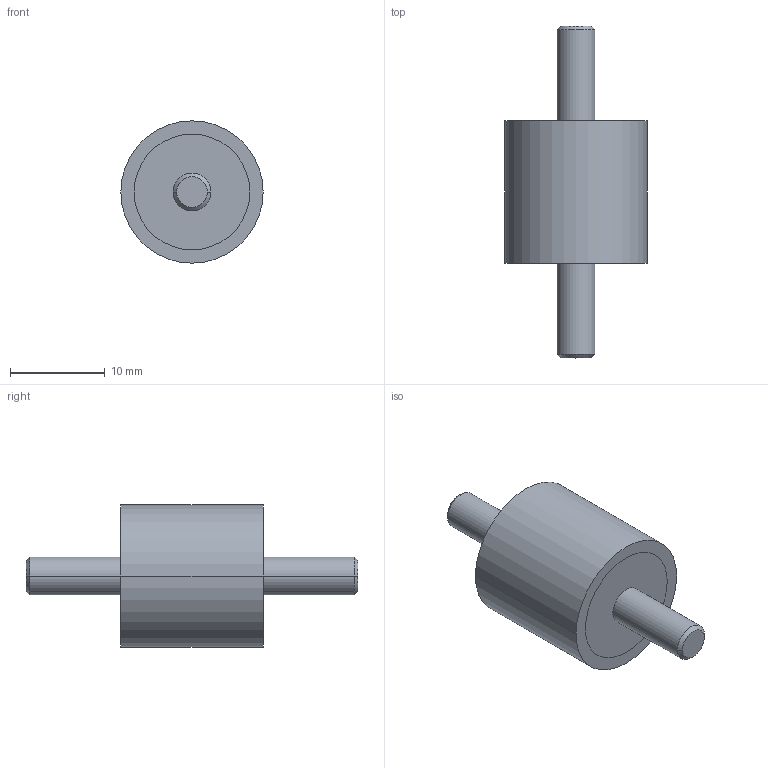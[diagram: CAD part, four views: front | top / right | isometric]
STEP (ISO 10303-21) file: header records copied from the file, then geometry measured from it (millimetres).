
FILE_DESCRIPTION(('STEP AP214'),'1');
FILE_NAME(' ',' ',('TraceParts'),('TraceParts S.A.'),'XStep 1.0',' ',' ');
FILE_SCHEMA(('automotive_design'));
Length unit declared in the file: millimetre
Products named in the file (3): 1; 2; 3
Bounding box: 15 x 35 x 15 mm (x, y, z)
Volume: 2900.4 mm3; surface area: 1987.9 mm2
Topology: 3 solids, 3 shells, 28 faces, 50 edges, 32 vertices
Faces by surface type: cylinder 14, plane 10, cone 4
Entity records: 1374 total; most frequent: DIRECTION 144, CARTESIAN_POINT 113, STYLED_ITEM 110, PRESENTATION_STYLE_ASSIGNMENT 110, COLOUR_RGB 110, ORIENTED_EDGE 100, AXIS2_PLACEMENT_3D 63, EDGE_CURVE 50
